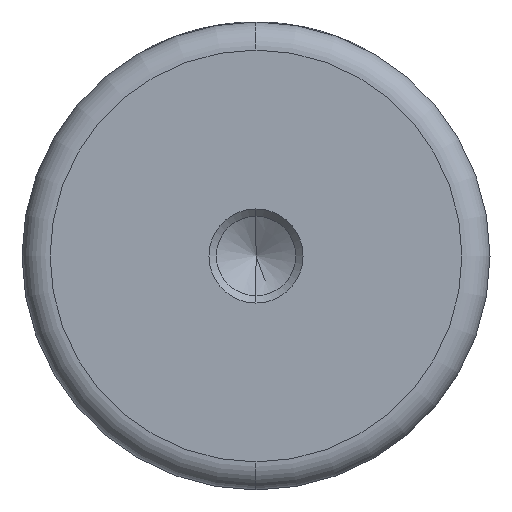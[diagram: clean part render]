
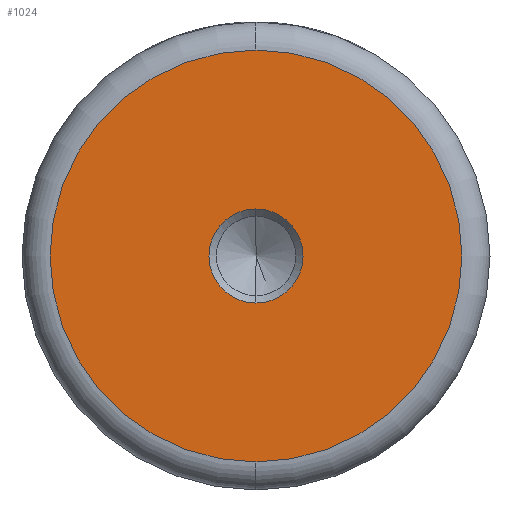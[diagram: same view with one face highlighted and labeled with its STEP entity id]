
A CAD part, left-side view. The second image highlights one B-rep face of the part: STEP entity #1024.
In plain terms, the highlighted planar face has unit normal (-1, 0, 0).
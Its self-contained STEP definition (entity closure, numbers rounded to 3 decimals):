
#37 = EDGE_CURVE ( 'NONE', #1361, #1373, #122, .T. ) ;
#52 = DIRECTION ( 'NONE',  ( -1., 0., 0. ) ) ;
#67 = CARTESIAN_POINT ( 'NONE',  ( 0., 0., 5.025 ) ) ;
#103 = ORIENTED_EDGE ( 'NONE', *, *, #325, .F. ) ;
#122 = CIRCLE ( 'NONE', #457, 22. ) ;
#137 = CARTESIAN_POINT ( 'NONE',  ( 0., 0., 0. ) ) ;
#266 = DIRECTION ( 'NONE',  ( -1., 0., 0. ) ) ;
#293 = EDGE_LOOP ( 'NONE', ( #305, #103 ) ) ;
#305 = ORIENTED_EDGE ( 'NONE', *, *, #425, .F. ) ;
#325 = EDGE_CURVE ( 'NONE', #705, #893, #1104, .T. ) ;
#347 = ORIENTED_EDGE ( 'NONE', *, *, #37, .T. ) ;
#409 = CARTESIAN_POINT ( 'NONE',  ( 0., 0., 22. ) ) ;
#425 = EDGE_CURVE ( 'NONE', #893, #705, #1155, .T. ) ;
#440 = CARTESIAN_POINT ( 'NONE',  ( 0., 0., -5.025 ) ) ;
#457 = AXIS2_PLACEMENT_3D ( 'NONE', #1263, #621, #1197 ) ;
#574 = FACE_BOUND ( 'NONE', #293, .T. ) ;
#621 = DIRECTION ( 'NONE',  ( -1., 0., 0. ) ) ;
#647 = AXIS2_PLACEMENT_3D ( 'NONE', #137, #266, #1050 ) ;
#657 = CARTESIAN_POINT ( 'NONE',  ( 0., 0., 0. ) ) ;
#660 = DIRECTION ( 'NONE',  ( -1., 0., 0. ) ) ;
#705 = VERTEX_POINT ( 'NONE', #440 ) ;
#740 = CARTESIAN_POINT ( 'NONE',  ( 0., 0., -22. ) ) ;
#758 = CARTESIAN_POINT ( 'NONE',  ( 0., 0., 0. ) ) ;
#772 = DIRECTION ( 'NONE',  ( 0., 0., 1. ) ) ;
#873 = EDGE_CURVE ( 'NONE', #1373, #1361, #1259, .T. ) ;
#874 = DIRECTION ( 'NONE',  ( 0., 0., 1. ) ) ;
#893 = VERTEX_POINT ( 'NONE', #67 ) ;
#1024 = ADVANCED_FACE ( 'NONE', ( #574, #1464 ), #1044, .T. ) ;
#1044 = PLANE ( 'NONE',  #647 ) ;
#1050 = DIRECTION ( 'NONE',  ( 0., 0., 1. ) ) ;
#1067 = AXIS2_PLACEMENT_3D ( 'NONE', #758, #52, #874 ) ;
#1104 = CIRCLE ( 'NONE', #1067, 5.025 ) ;
#1155 = CIRCLE ( 'NONE', #1383, 5.025 ) ;
#1197 = DIRECTION ( 'NONE',  ( 0., 0., 1. ) ) ;
#1259 = CIRCLE ( 'NONE', #1447, 22. ) ;
#1263 = CARTESIAN_POINT ( 'NONE',  ( 0., 0., 0. ) ) ;
#1304 = ORIENTED_EDGE ( 'NONE', *, *, #873, .T. ) ;
#1349 = CARTESIAN_POINT ( 'NONE',  ( 0., 0., 0. ) ) ;
#1361 = VERTEX_POINT ( 'NONE', #409 ) ;
#1373 = VERTEX_POINT ( 'NONE', #740 ) ;
#1383 = AXIS2_PLACEMENT_3D ( 'NONE', #657, #1463, #772 ) ;
#1393 = EDGE_LOOP ( 'NONE', ( #347, #1304 ) ) ;
#1447 = AXIS2_PLACEMENT_3D ( 'NONE', #1349, #660, #1466 ) ;
#1463 = DIRECTION ( 'NONE',  ( -1., 0., 0. ) ) ;
#1464 = FACE_OUTER_BOUND ( 'NONE', #1393, .T. ) ;
#1466 = DIRECTION ( 'NONE',  ( 0., 0., 1. ) ) ;
